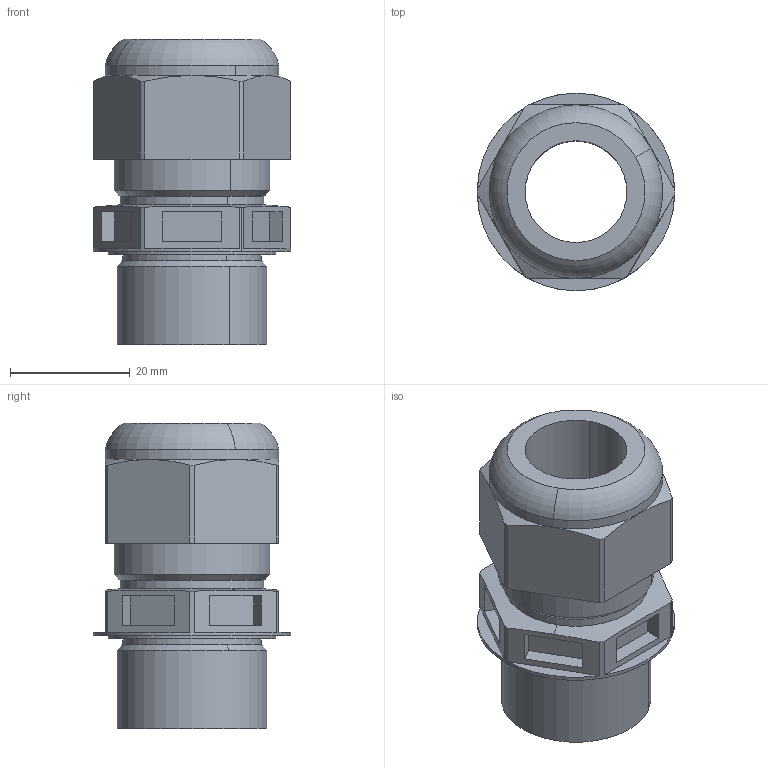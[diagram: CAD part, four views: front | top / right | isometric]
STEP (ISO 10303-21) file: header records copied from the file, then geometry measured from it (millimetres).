
FILE_DESCRIPTION(('Creo Elements/Direct Modeling STEP Export'),'2;1');
FILE_NAME('model.stp','2020-05-28T13:01:39',(''),(''),'Creo Elements/Direct Modeling STEP processor for AP214 (Solid Model)','Creo Elements/Direct Modeling 20.1A 29-Sep-2018 (C) Parametric Technology GmbH','');
FILE_SCHEMA(('AUTOMOTIVE_DESIGN { 1 0 10303 214 1 1 1 1 }'));
Length unit declared in the file: millimetre
Products named in the file (2): G_ESIS_M25_M68L_PEPDS_BL-select
Assembly tree (1 placements, depth 2):
  G_ESIS_M25_M68L_PEPDS_BL-select
    G_ESIS_M25_M68L_PEPDS_BL-select
Bounding box: 33 x 33 x 51 mm (x, y, z)
Volume: 18633.6 mm3; surface area: 9343.5 mm2
Topology: 1 solids, 1 shells, 89 faces, 229 edges, 151 vertices
Faces by surface type: plane 53, cylinder 22, cone 12, torus 2
Entity records: 3464 total; most frequent: CARTESIAN_POINT 608, ORIENTED_EDGE 458, DIRECTION 408, EDGE_CURVE 229, VERTEX_POINT 151, AXIS2_PLACEMENT_3D 139, VECTOR 130, LINE 130
